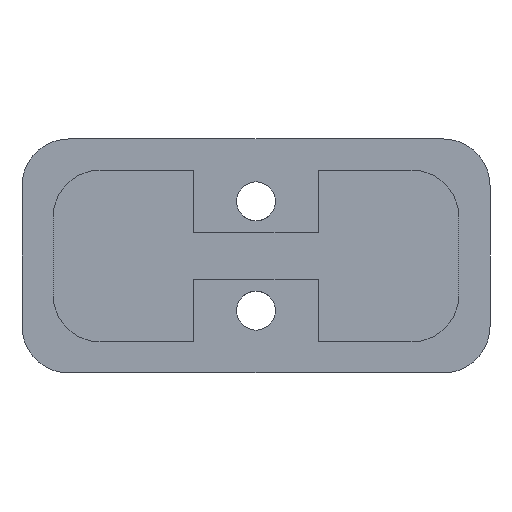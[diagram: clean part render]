
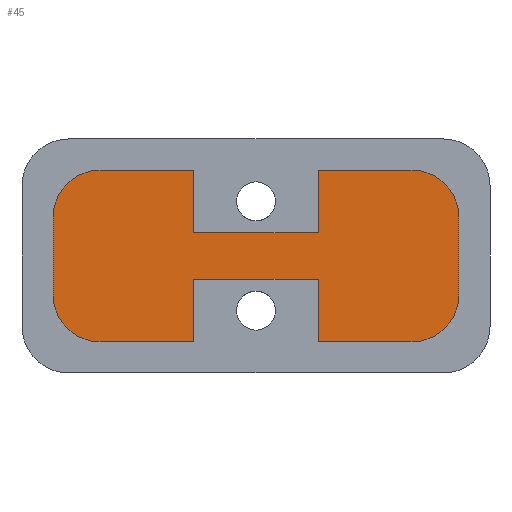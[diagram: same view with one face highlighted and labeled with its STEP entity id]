
A CAD part, front view. The second image highlights one B-rep face of the part: STEP entity #45.
In plain terms, the highlighted planar face has unit normal (0, -1, 0).
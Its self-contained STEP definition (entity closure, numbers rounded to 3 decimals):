
#44 = FACE_OUTER_BOUND ( 'NONE', #804, .T. ) ;
#45 = ADVANCED_FACE ( 'NONE', ( #44 ), #546, .T. ) ;
#62 = ORIENTED_EDGE ( 'NONE', *, *, #1461, .T. ) ;
#65 = VECTOR ( 'NONE', #352, 1000. ) ;
#96 = VERTEX_POINT ( 'NONE', #1022 ) ;
#110 = VECTOR ( 'NONE', #687, 1000. ) ;
#124 = ORIENTED_EDGE ( 'NONE', *, *, #780, .T. ) ;
#137 = CARTESIAN_POINT ( 'NONE',  ( -13., -15., 5.5 ) ) ;
#139 = VECTOR ( 'NONE', #1633, 1000. ) ;
#145 = CARTESIAN_POINT ( 'NONE',  ( 10., -15., -5.5 ) ) ;
#163 = LINE ( 'NONE', #286, #1334 ) ;
#164 = DIRECTION ( 'NONE',  ( -1., 0., 0. ) ) ;
#177 = DIRECTION ( 'NONE',  ( 0., -1., 0. ) ) ;
#182 = DIRECTION ( 'NONE',  ( 0., 0., -1. ) ) ;
#184 = CIRCLE ( 'NONE', #627, 3. ) ;
#192 = LINE ( 'NONE', #533, #110 ) ;
#229 = EDGE_CURVE ( 'NONE', #854, #420, #1002, .T. ) ;
#257 = LINE ( 'NONE', #1268, #600 ) ;
#268 = LINE ( 'NONE', #1404, #644 ) ;
#273 = VERTEX_POINT ( 'NONE', #1151 ) ;
#279 = LINE ( 'NONE', #137, #1205 ) ;
#286 = CARTESIAN_POINT ( 'NONE',  ( 3.988, -15., -1.5 ) ) ;
#302 = DIRECTION ( 'NONE',  ( 0., 0., -1. ) ) ;
#313 = EDGE_CURVE ( 'NONE', #1001, #320, #279, .T. ) ;
#318 = EDGE_CURVE ( 'NONE', #420, #1615, #163, .T. ) ;
#320 = VERTEX_POINT ( 'NONE', #1158 ) ;
#335 = VERTEX_POINT ( 'NONE', #905 ) ;
#352 = DIRECTION ( 'NONE',  ( 1., 0., 0. ) ) ;
#354 = CARTESIAN_POINT ( 'NONE',  ( -4., -15., 5.5 ) ) ;
#376 = DIRECTION ( 'NONE',  ( 0., 0., 1. ) ) ;
#415 = VECTOR ( 'NONE', #1602, 1000. ) ;
#420 = VERTEX_POINT ( 'NONE', #790 ) ;
#427 = CARTESIAN_POINT ( 'NONE',  ( 3.988, -15., -5.5 ) ) ;
#456 = DIRECTION ( 'NONE',  ( -1., 0., 0. ) ) ;
#465 = CARTESIAN_POINT ( 'NONE',  ( -10., -15., -5.5 ) ) ;
#517 = CARTESIAN_POINT ( 'NONE',  ( -13., -15., 2.5 ) ) ;
#526 = EDGE_CURVE ( 'NONE', #574, #96, #714, .T. ) ;
#532 = VERTEX_POINT ( 'NONE', #1587 ) ;
#533 = CARTESIAN_POINT ( 'NONE',  ( -4., -15., 5.5 ) ) ;
#546 = PLANE ( 'NONE',  #1582 ) ;
#562 = DIRECTION ( 'NONE',  ( 0., 0., -1. ) ) ;
#574 = VERTEX_POINT ( 'NONE', #1464 ) ;
#580 = VERTEX_POINT ( 'NONE', #465 ) ;
#600 = VECTOR ( 'NONE', #1366, 1000. ) ;
#604 = CIRCLE ( 'NONE', #1204, 3. ) ;
#605 = CARTESIAN_POINT ( 'NONE',  ( -13., -15., -5.5 ) ) ;
#614 = EDGE_CURVE ( 'NONE', #335, #273, #708, .T. ) ;
#620 = DIRECTION ( 'NONE',  ( 0., 0., -1. ) ) ;
#627 = AXIS2_PLACEMENT_3D ( 'NONE', #1042, #177, #302 ) ;
#636 = DIRECTION ( 'NONE',  ( 0., 0., -1. ) ) ;
#644 = VECTOR ( 'NONE', #164, 1000. ) ;
#687 = DIRECTION ( 'NONE',  ( 0., 0., 1. ) ) ;
#688 = ORIENTED_EDGE ( 'NONE', *, *, #966, .T. ) ;
#708 = CIRCLE ( 'NONE', #1634, 3. ) ;
#714 = LINE ( 'NONE', #1108, #1444 ) ;
#728 = VERTEX_POINT ( 'NONE', #1009 ) ;
#778 = VERTEX_POINT ( 'NONE', #517 ) ;
#780 = EDGE_CURVE ( 'NONE', #320, #778, #604, .T. ) ;
#790 = CARTESIAN_POINT ( 'NONE',  ( 3.988, -15., -1.5 ) ) ;
#798 = EDGE_CURVE ( 'NONE', #96, #1001, #192, .T. ) ;
#799 = EDGE_CURVE ( 'NONE', #580, #728, #1032, .T. ) ;
#804 = EDGE_LOOP ( 'NONE', ( #1085, #871, #1303, #1526, #1473, #1535, #1239, #1005, #1254, #124, #688, #62, #819, #1367, #1413, #1434 ) ) ;
#819 = ORIENTED_EDGE ( 'NONE', *, *, #799, .T. ) ;
#832 = LINE ( 'NONE', #1079, #65 ) ;
#851 = DIRECTION ( 'NONE',  ( 0., -1., 0. ) ) ;
#854 = VERTEX_POINT ( 'NONE', #1181 ) ;
#856 = VECTOR ( 'NONE', #935, 1000. ) ;
#865 = EDGE_CURVE ( 'NONE', #1066, #1074, #184, .T. ) ;
#871 = ORIENTED_EDGE ( 'NONE', *, *, #865, .T. ) ;
#883 = DIRECTION ( 'NONE',  ( -1., 0., 0. ) ) ;
#905 = CARTESIAN_POINT ( 'NONE',  ( 13., -15., 2.5 ) ) ;
#919 = DIRECTION ( 'NONE',  ( 0., -1., 0. ) ) ;
#933 = VECTOR ( 'NONE', #376, 1000. ) ;
#935 = DIRECTION ( 'NONE',  ( 0., 0., -1. ) ) ;
#962 = VERTEX_POINT ( 'NONE', #1594 ) ;
#963 = DIRECTION ( 'NONE',  ( 0., -1., 0. ) ) ;
#966 = EDGE_CURVE ( 'NONE', #778, #532, #1228, .T. ) ;
#974 = EDGE_CURVE ( 'NONE', #962, #574, #1329, .T. ) ;
#996 = CARTESIAN_POINT ( 'NONE',  ( -4., -15., -5.5 ) ) ;
#1001 = VERTEX_POINT ( 'NONE', #354 ) ;
#1002 = LINE ( 'NONE', #1510, #139 ) ;
#1004 = LINE ( 'NONE', #996, #933 ) ;
#1005 = ORIENTED_EDGE ( 'NONE', *, *, #798, .T. ) ;
#1009 = CARTESIAN_POINT ( 'NONE',  ( -4., -15., -5.5 ) ) ;
#1017 = CARTESIAN_POINT ( 'NONE',  ( -10., -15., 2.5 ) ) ;
#1022 = CARTESIAN_POINT ( 'NONE',  ( -4., -15., 1.5 ) ) ;
#1024 = VECTOR ( 'NONE', #1570, 1000. ) ;
#1032 = LINE ( 'NONE', #1402, #1024 ) ;
#1036 = EDGE_CURVE ( 'NONE', #1074, #335, #257, .T. ) ;
#1042 = CARTESIAN_POINT ( 'NONE',  ( 10., -15., -2.5 ) ) ;
#1045 = EDGE_CURVE ( 'NONE', #728, #854, #1004, .T. ) ;
#1066 = VERTEX_POINT ( 'NONE', #145 ) ;
#1074 = VERTEX_POINT ( 'NONE', #1111 ) ;
#1076 = DIRECTION ( 'NONE',  ( 0., 0., -1. ) ) ;
#1079 = CARTESIAN_POINT ( 'NONE',  ( 3.988, -15., -5.5 ) ) ;
#1085 = ORIENTED_EDGE ( 'NONE', *, *, #1387, .T. ) ;
#1108 = CARTESIAN_POINT ( 'NONE',  ( -4., -15., 1.5 ) ) ;
#1111 = CARTESIAN_POINT ( 'NONE',  ( 13., -15., -2.5 ) ) ;
#1138 = AXIS2_PLACEMENT_3D ( 'NONE', #1620, #851, #620 ) ;
#1151 = CARTESIAN_POINT ( 'NONE',  ( 10., -15., 5.5 ) ) ;
#1158 = CARTESIAN_POINT ( 'NONE',  ( -10., -15., 5.5 ) ) ;
#1181 = CARTESIAN_POINT ( 'NONE',  ( -4., -15., -1.5 ) ) ;
#1204 = AXIS2_PLACEMENT_3D ( 'NONE', #1017, #1524, #562 ) ;
#1205 = VECTOR ( 'NONE', #883, 1000. ) ;
#1228 = LINE ( 'NONE', #605, #856 ) ;
#1239 = ORIENTED_EDGE ( 'NONE', *, *, #526, .T. ) ;
#1254 = ORIENTED_EDGE ( 'NONE', *, *, #313, .T. ) ;
#1268 = CARTESIAN_POINT ( 'NONE',  ( 13., -15., -5.5 ) ) ;
#1303 = ORIENTED_EDGE ( 'NONE', *, *, #1036, .T. ) ;
#1329 = LINE ( 'NONE', #1584, #415 ) ;
#1334 = VECTOR ( 'NONE', #636, 1000. ) ;
#1366 = DIRECTION ( 'NONE',  ( 0., 0., 1. ) ) ;
#1367 = ORIENTED_EDGE ( 'NONE', *, *, #1045, .T. ) ;
#1387 = EDGE_CURVE ( 'NONE', #1615, #1066, #832, .T. ) ;
#1402 = CARTESIAN_POINT ( 'NONE',  ( -13., -15., -5.5 ) ) ;
#1404 = CARTESIAN_POINT ( 'NONE',  ( 3.988, -15., 5.5 ) ) ;
#1413 = ORIENTED_EDGE ( 'NONE', *, *, #229, .T. ) ;
#1434 = ORIENTED_EDGE ( 'NONE', *, *, #318, .T. ) ;
#1444 = VECTOR ( 'NONE', #456, 1000. ) ;
#1461 = EDGE_CURVE ( 'NONE', #532, #580, #1619, .T. ) ;
#1464 = CARTESIAN_POINT ( 'NONE',  ( 3.988, -15., 1.5 ) ) ;
#1473 = ORIENTED_EDGE ( 'NONE', *, *, #1624, .T. ) ;
#1484 = CARTESIAN_POINT ( 'NONE',  ( 10., -15., 2.5 ) ) ;
#1510 = CARTESIAN_POINT ( 'NONE',  ( -4., -15., -1.5 ) ) ;
#1524 = DIRECTION ( 'NONE',  ( 0., -1., 0. ) ) ;
#1526 = ORIENTED_EDGE ( 'NONE', *, *, #614, .T. ) ;
#1535 = ORIENTED_EDGE ( 'NONE', *, *, #974, .T. ) ;
#1555 = CARTESIAN_POINT ( 'NONE',  ( 0., -15., 0. ) ) ;
#1570 = DIRECTION ( 'NONE',  ( 1., 0., 0. ) ) ;
#1582 = AXIS2_PLACEMENT_3D ( 'NONE', #1555, #919, #182 ) ;
#1584 = CARTESIAN_POINT ( 'NONE',  ( 3.988, -15., 1.5 ) ) ;
#1587 = CARTESIAN_POINT ( 'NONE',  ( -13., -15., -2.5 ) ) ;
#1594 = CARTESIAN_POINT ( 'NONE',  ( 3.988, -15., 5.5 ) ) ;
#1602 = DIRECTION ( 'NONE',  ( 0., 0., -1. ) ) ;
#1615 = VERTEX_POINT ( 'NONE', #427 ) ;
#1619 = CIRCLE ( 'NONE', #1138, 3. ) ;
#1620 = CARTESIAN_POINT ( 'NONE',  ( -10., -15., -2.5 ) ) ;
#1624 = EDGE_CURVE ( 'NONE', #273, #962, #268, .T. ) ;
#1633 = DIRECTION ( 'NONE',  ( 1., 0., 0. ) ) ;
#1634 = AXIS2_PLACEMENT_3D ( 'NONE', #1484, #963, #1076 ) ;
